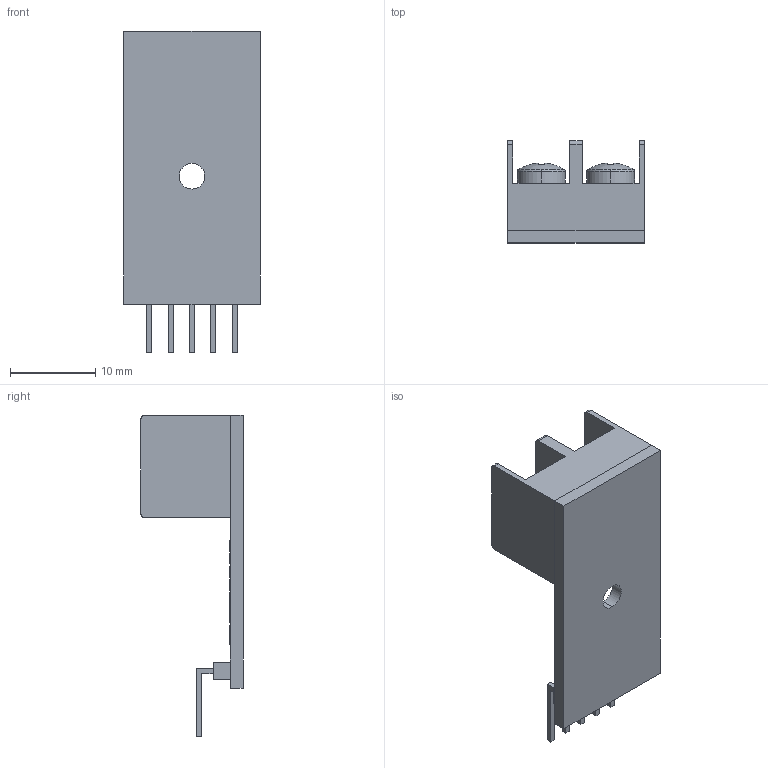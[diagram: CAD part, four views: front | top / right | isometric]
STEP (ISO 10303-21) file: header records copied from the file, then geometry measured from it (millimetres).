
FILE_DESCRIPTION (( 'STEP AP214' ), '1' );
FILE_NAME ('MAX6675-K.STEP', '2019-10-13T11:29:24', ( '' ), ( '' ), 'SwSTEP 2.0', 'SolidWorks 2018', '' );
FILE_SCHEMA (( 'AUTOMOTIVE_DESIGN' ));
Length unit declared in the file: millimetre
Products named in the file (7): MAX6675-K PCB; Header-Pin; Header-Base; MAX6675-K Connector-Block Base; pan head cross recess screw_iso_ISO 7045 - M3 x 4 - Z - 4N; MAX6675-K; MAX6675-K Header
Assembly tree (11 placements, depth 3):
  MAX6675-K
    MAX6675-K PCB
    MAX6675-K Connector-Block Base
    pan head cross recess screw_iso_ISO 7045 - M3 x 4 - Z - 4N  x2
    MAX6675-K Header
      Header-Base
      Header-Pin  x5
Bounding box: 16 x 12 x 37.7 mm (x, y, z)
Volume: 2135.1 mm3; surface area: 2793.9 mm2
Topology: 10 solids, 10 shells, 254 faces, 630 edges, 404 vertices
Faces by surface type: plane 174, bspline 26, cone 22, cylinder 20, torus 8, sphere 4
Entity records: 8101 total; most frequent: CARTESIAN_POINT 2609, ORIENTED_EDGE 908, DIRECTION 805, EDGE_CURVE 454, LINE 309, VECTOR 309, VERTEX_POINT 296, AXIS2_PLACEMENT_3D 248
